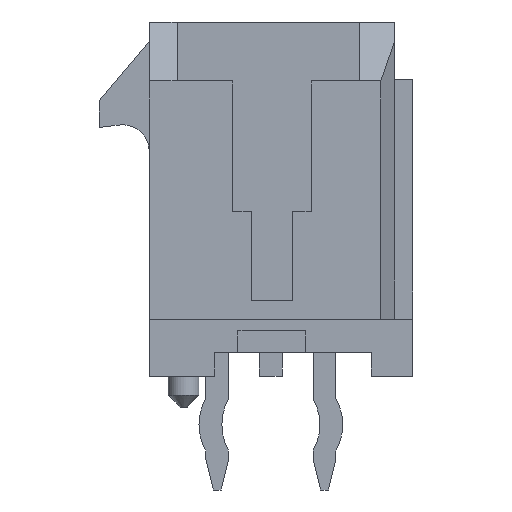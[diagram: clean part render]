
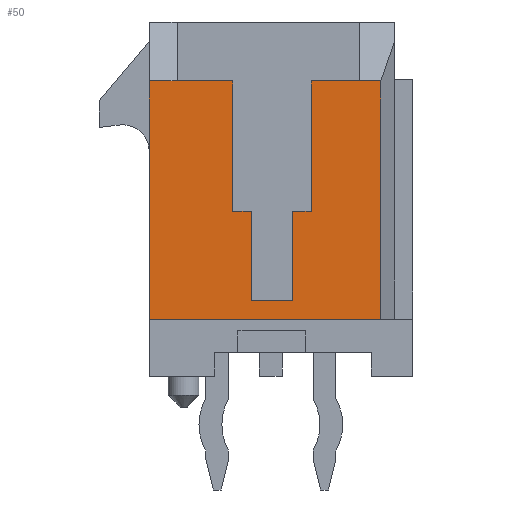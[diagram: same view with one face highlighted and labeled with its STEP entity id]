
A CAD part, left-side view. The second image highlights one B-rep face of the part: STEP entity #50.
In plain terms, the highlighted planar face has unit normal (-1, 0, 0).
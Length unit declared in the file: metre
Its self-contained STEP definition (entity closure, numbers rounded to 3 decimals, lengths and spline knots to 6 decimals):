
#50 = ADVANCED_FACE( '', ( #408 ), #409, .F. );
#408 = FACE_OUTER_BOUND( '', #1140, .T. );
#409 = PLANE( '', #1141 );
#1140 = EDGE_LOOP( '', ( #1892, #1893, #1894, #1895, #1896, #1897, #1898, #1899, #1900, #1901, #1902, #1903, #1904, #1905 ) );
#1141 = AXIS2_PLACEMENT_3D( '', #1906, #1907, #1908 );
#1892 = ORIENTED_EDGE( '', *, *, #4885, .T. );
#1893 = ORIENTED_EDGE( '', *, *, #4886, .T. );
#1894 = ORIENTED_EDGE( '', *, *, #4887, .T. );
#1895 = ORIENTED_EDGE( '', *, *, #4888, .T. );
#1896 = ORIENTED_EDGE( '', *, *, #4889, .T. );
#1897 = ORIENTED_EDGE( '', *, *, #4890, .F. );
#1898 = ORIENTED_EDGE( '', *, *, #4891, .T. );
#1899 = ORIENTED_EDGE( '', *, *, #4892, .F. );
#1900 = ORIENTED_EDGE( '', *, *, #4893, .F. );
#1901 = ORIENTED_EDGE( '', *, *, #4894, .F. );
#1902 = ORIENTED_EDGE( '', *, *, #4895, .F. );
#1903 = ORIENTED_EDGE( '', *, *, #4896, .F. );
#1904 = ORIENTED_EDGE( '', *, *, #4897, .T. );
#1905 = ORIENTED_EDGE( '', *, *, #4898, .T. );
#1906 = CARTESIAN_POINT( '', ( -0.007825, 0., 0. ) );
#1907 = DIRECTION( '', ( 1., 0., 0. ) );
#1908 = DIRECTION( '', ( 0., 1., 0. ) );
#4885 = EDGE_CURVE( '', #5874, #5875, #5876, .T. );
#4886 = EDGE_CURVE( '', #5875, #5877, #5878, .T. );
#4887 = EDGE_CURVE( '', #5877, #5879, #5880, .T. );
#4888 = EDGE_CURVE( '', #5879, #5881, #5882, .T. );
#4889 = EDGE_CURVE( '', #5881, #5883, #5884, .T. );
#4890 = EDGE_CURVE( '', #5885, #5883, #5886, .T. );
#4891 = EDGE_CURVE( '', #5885, #5887, #5888, .T. );
#4892 = EDGE_CURVE( '', #5889, #5887, #5890, .T. );
#4893 = EDGE_CURVE( '', #5891, #5889, #5892, .T. );
#4894 = EDGE_CURVE( '', #5893, #5891, #5894, .T. );
#4895 = EDGE_CURVE( '', #5895, #5893, #5896, .T. );
#4896 = EDGE_CURVE( '', #5897, #5895, #5898, .T. );
#4897 = EDGE_CURVE( '', #5897, #5899, #5900, .T. );
#4898 = EDGE_CURVE( '', #5899, #5874, #5901, .T. );
#5874 = VERTEX_POINT( '', #7511 );
#5875 = VERTEX_POINT( '', #7512 );
#5876 = LINE( '', #7513, #7514 );
#5877 = VERTEX_POINT( '', #7515 );
#5878 = LINE( '', #7516, #7517 );
#5879 = VERTEX_POINT( '', #7518 );
#5880 = LINE( '', #7519, #7520 );
#5881 = VERTEX_POINT( '', #7521 );
#5882 = LINE( '', #7522, #7523 );
#5883 = VERTEX_POINT( '', #7524 );
#5884 = LINE( '', #7525, #7526 );
#5885 = VERTEX_POINT( '', #7527 );
#5886 = LINE( '', #7528, #7529 );
#5887 = VERTEX_POINT( '', #7530 );
#5888 = LINE( '', #7531, #7532 );
#5889 = VERTEX_POINT( '', #7533 );
#5890 = LINE( '', #7534, #7535 );
#5891 = VERTEX_POINT( '', #7536 );
#5892 = LINE( '', #7537, #7538 );
#5893 = VERTEX_POINT( '', #7539 );
#5894 = LINE( '', #7540, #7541 );
#5895 = VERTEX_POINT( '', #7542 );
#5896 = LINE( '', #7543, #7544 );
#5897 = VERTEX_POINT( '', #7545 );
#5898 = LINE( '', #7546, #7547 );
#5899 = VERTEX_POINT( '', #7548 );
#5900 = LINE( '', #7549, #7550 );
#5901 = LINE( '', #7551, #7552 );
#7511 = CARTESIAN_POINT( '', ( -0.007825, -0.0011, -0.000345 ) );
#7512 = CARTESIAN_POINT( '', ( -0.007825, -0.000575, -0.000345 ) );
#7513 = CARTESIAN_POINT( '', ( -0.007825, -0.0011, -0.000345 ) );
#7514 = VECTOR( '', #10033, 1. );
#7515 = CARTESIAN_POINT( '', ( -0.007825, -0.000575, -0.002845 ) );
#7516 = CARTESIAN_POINT( '', ( -0.007825, -0.000575, -0.000345 ) );
#7517 = VECTOR( '', #10034, 1. );
#7518 = CARTESIAN_POINT( '', ( -0.007825, 0.000575, -0.002845 ) );
#7519 = CARTESIAN_POINT( '', ( -0.007825, -0.000575, -0.002845 ) );
#7520 = VECTOR( '', #10035, 1. );
#7521 = CARTESIAN_POINT( '', ( -0.007825, 0.000575, -0.000345 ) );
#7522 = CARTESIAN_POINT( '', ( -0.007825, 0.000575, -0.002845 ) );
#7523 = VECTOR( '', #10036, 1. );
#7524 = CARTESIAN_POINT( '', ( -0.007825, 0.0011, -0.000345 ) );
#7525 = CARTESIAN_POINT( '', ( -0.007825, 0.000575, -0.000345 ) );
#7526 = VECTOR( '', #10037, 1. );
#7527 = CARTESIAN_POINT( '', ( -0.007825, 0.0011, 0.003305 ) );
#7528 = CARTESIAN_POINT( '', ( -0.007825, 0.0011, 0.003305 ) );
#7529 = VECTOR( '', #10038, 1. );
#7530 = CARTESIAN_POINT( '', ( -0.007825, 0.00265, 0.003305 ) );
#7531 = CARTESIAN_POINT( '', ( -0.007825, 0.0011, 0.003305 ) );
#7532 = VECTOR( '', #10039, 1. );
#7533 = CARTESIAN_POINT( '', ( -0.007825, 0.00343, 0.003305 ) );
#7534 = CARTESIAN_POINT( '', ( -0.007825, 0.00343, 0.003305 ) );
#7535 = VECTOR( '', #10040, 1. );
#7536 = CARTESIAN_POINT( '', ( -0.007825, 0.00343, -0.003355 ) );
#7537 = CARTESIAN_POINT( '', ( -0.007825, 0.00343, -0.003355 ) );
#7538 = VECTOR( '', #10041, 1. );
#7539 = CARTESIAN_POINT( '', ( -0.007825, -0.00305, -0.003355 ) );
#7540 = CARTESIAN_POINT( '', ( -0.007825, -0.00305, -0.003355 ) );
#7541 = VECTOR( '', #10042, 1. );
#7542 = CARTESIAN_POINT( '', ( -0.007825, -0.00305, 0.003305 ) );
#7543 = CARTESIAN_POINT( '', ( -0.007825, -0.00305, 0.003305 ) );
#7544 = VECTOR( '', #10043, 1. );
#7545 = CARTESIAN_POINT( '', ( -0.007825, -0.00245, 0.003305 ) );
#7546 = CARTESIAN_POINT( '', ( -0.007825, -0.00245, 0.003305 ) );
#7547 = VECTOR( '', #10044, 1. );
#7548 = CARTESIAN_POINT( '', ( -0.007825, -0.0011, 0.003305 ) );
#7549 = CARTESIAN_POINT( '', ( -0.007825, -0.00245, 0.003305 ) );
#7550 = VECTOR( '', #10045, 1. );
#7551 = CARTESIAN_POINT( '', ( -0.007825, -0.0011, 0.003305 ) );
#7552 = VECTOR( '', #10046, 1. );
#10033 = DIRECTION( '', ( 0., 1., 0. ) );
#10034 = DIRECTION( '', ( 0., 0., -1. ) );
#10035 = DIRECTION( '', ( 0., 1., 0. ) );
#10036 = DIRECTION( '', ( 0., 0., 1. ) );
#10037 = DIRECTION( '', ( 0., 1., 0. ) );
#10038 = DIRECTION( '', ( 0., 0., -1. ) );
#10039 = DIRECTION( '', ( 0., 1., 0. ) );
#10040 = DIRECTION( '', ( 0., -1., 0. ) );
#10041 = DIRECTION( '', ( 0., 0., 1. ) );
#10042 = DIRECTION( '', ( 0., 1., 0. ) );
#10043 = DIRECTION( '', ( 0., 0., -1. ) );
#10044 = DIRECTION( '', ( 0., -1., 0. ) );
#10045 = DIRECTION( '', ( 0., 1., 0. ) );
#10046 = DIRECTION( '', ( 0., 0., -1. ) );
